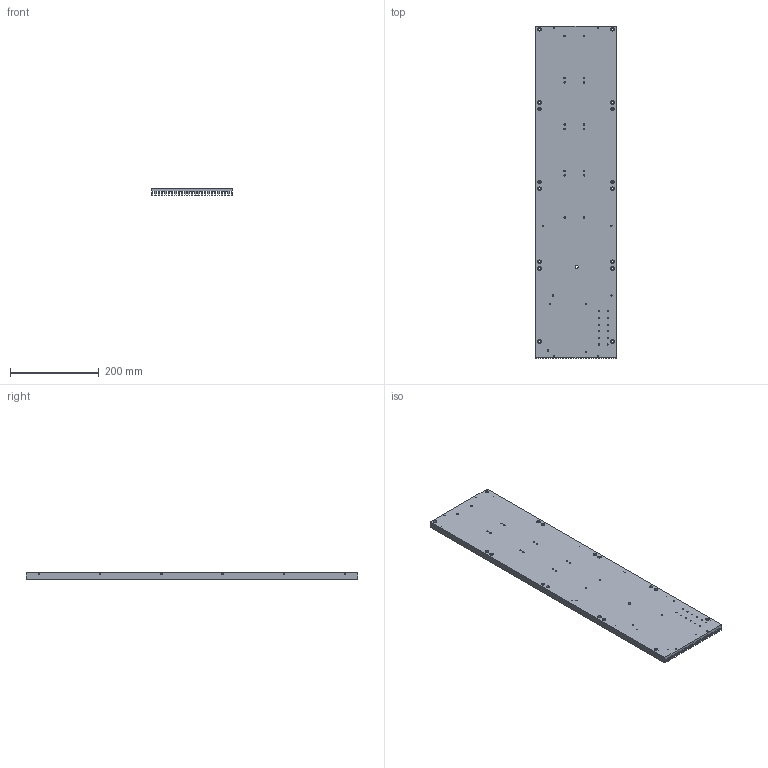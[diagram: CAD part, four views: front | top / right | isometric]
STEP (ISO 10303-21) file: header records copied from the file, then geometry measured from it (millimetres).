
FILE_DESCRIPTION (( 'STEP AP203' ), '1' );
FILE_NAME ('20220805_NAS/2D/STP/NAS_HEATSINK.STEP', '2022-08-13T11:33:24', ( '' ), ( '' ), 'SwSTEP 2.0', 'SolidWorks 2020', '' );
FILE_SCHEMA (( 'CONFIG_CONTROL_DESIGN' ));
Length unit declared in the file: millimetre
Products named in the file (1): 20220805_NAS/2D/STP/NAS_HEATSINK
Bounding box: 182 x 750 x 15 mm (x, y, z)
Volume: 1339953.6 mm3; surface area: 628262.1 mm2
Topology: 1 solids, 1 shells, 490 faces, 1514 edges, 978 vertices
Faces by surface type: plane 239, cylinder 204, cone 47
Entity records: 17238 total; most frequent: CARTESIAN_POINT 3162, DIRECTION 3005, ORIENTED_EDGE 2948, EDGE_CURVE 1474, AXIS2_PLACEMENT_3D 1069, VERTEX_POINT 978, VECTOR 867, LINE 867
